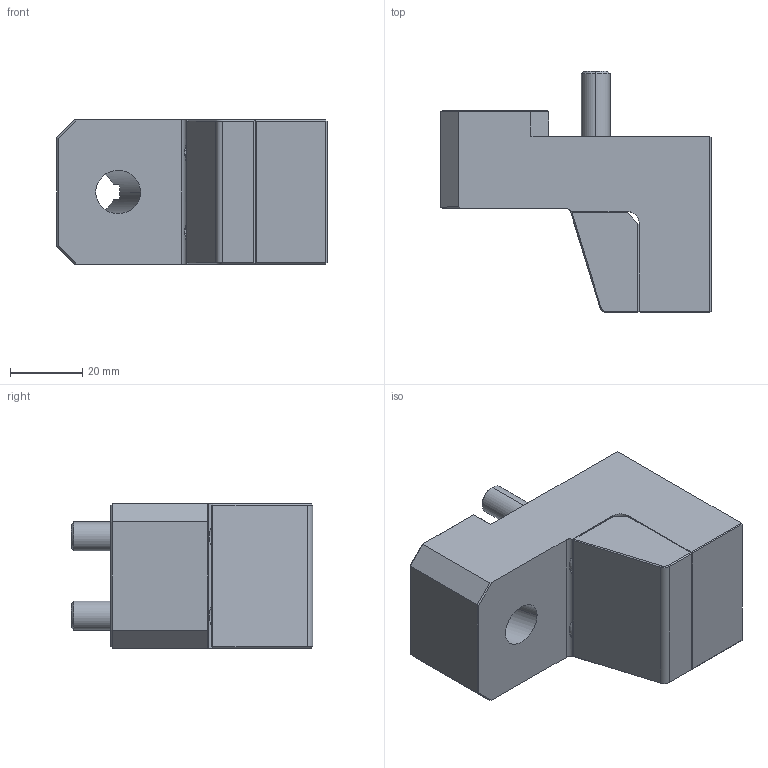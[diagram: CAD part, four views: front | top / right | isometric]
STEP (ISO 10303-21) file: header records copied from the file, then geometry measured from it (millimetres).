
FILE_DESCRIPTION (( 'STEP AP214' ), '1' );
FILE_NAME ('CG754049.STEP', '2013-06-12T09:35:55', ( '' ), ( '' ), 'SwSTEP 2.0', 'SolidWorks 2011', '' );
FILE_SCHEMA (( 'AUTOMOTIVE_DESIGN' ));
Length unit declared in the file: millimetre
Products named in the file (5): SC192840; 3IMAN5X2; 9CG754049; CG754049; socket head cap screw_din_DIN 912 M8 x 30 --- 30N
Assembly tree (5 placements, depth 2):
  CG754049
    SC192840
    9CG754049
    socket head cap screw_din_DIN 912 M8 x 30 --- 30N  x2
    3IMAN5X2
Bounding box: 75 x 67 x 40 mm (x, y, z)
Volume: 100700.8 mm3; surface area: 25335.6 mm2
Topology: 5 solids, 5 shells, 151 faces, 345 edges, 205 vertices
Faces by surface type: plane 95, cylinder 36, cone 12, torus 8
Entity records: 3758 total; most frequent: CARTESIAN_POINT 640, DIRECTION 621, ORIENTED_EDGE 566, EDGE_CURVE 283, AXIS2_PLACEMENT_3D 213, VECTOR 195, LINE 195, VERTEX_POINT 172
